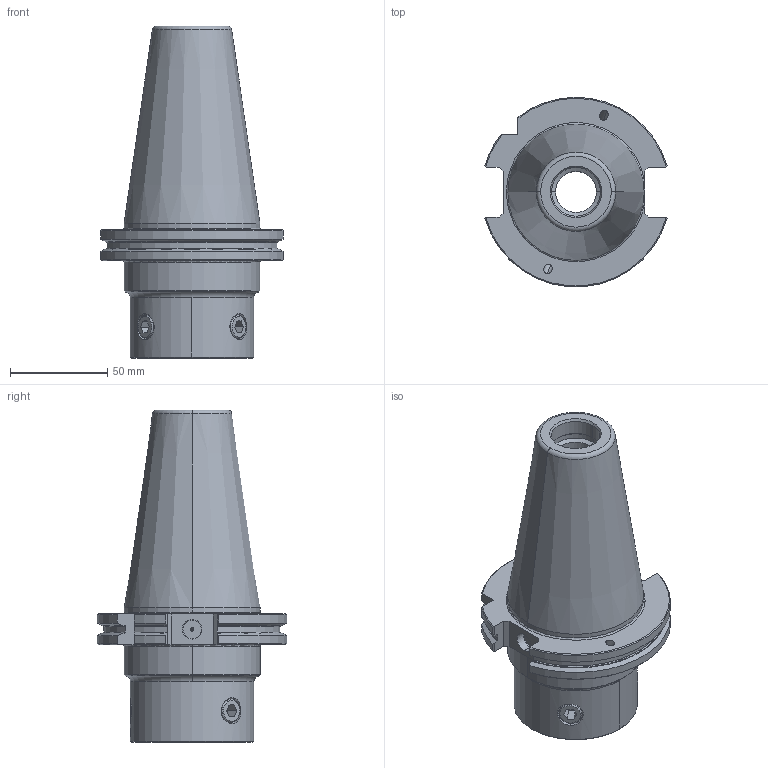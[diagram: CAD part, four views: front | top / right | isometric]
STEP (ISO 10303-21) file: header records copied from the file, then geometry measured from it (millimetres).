
FILE_DESCRIPTION(('no description'),'unknown implementation level');
FILE_NAME('7102C75C-CC3F-4166-866F-EDDC5BE17780_export.stp',' ',('CIMSOURCE GmbH'),('CADClick - KiM GmbH - www.kimweb.de'),'unknown preprocess','ACIS','unknown authorization');
FILE_SCHEMA(('automotive_design'));
Length unit declared in the file: millimetre
Products named in the file (4): 323.765N Kaiser SK50 VB X CKN6 X 100|323.765N Kaiser SK50VB X CKN6 X 100_Standard;NONE; 323.765N Kaiser SK50 VB X CKN6 X 100|690.436 Kaiser ETL M12 X 18 CK6_Standard;NONE
Bounding box: 93.59 x 97.27 x 170.6 mm (x, y, z)
Volume: 431365.4 mm3; surface area: 64189.2 mm2
Topology: 4 solids, 4 shells, 272 faces, 661 edges, 399 vertices
Faces by surface type: plane 95, cylinder 85, cone 74, torus 18
Entity records: 16160 total; most frequent: CARTESIAN_POINT 2318, DIRECTION 1359, STYLED_ITEM 1326, PRESENTATION_STYLE_ASSIGNMENT 1326, COLOUR_RGB 1326, ORIENTED_EDGE 1302, EDGE_CURVE 651, CURVE_STYLE 651
